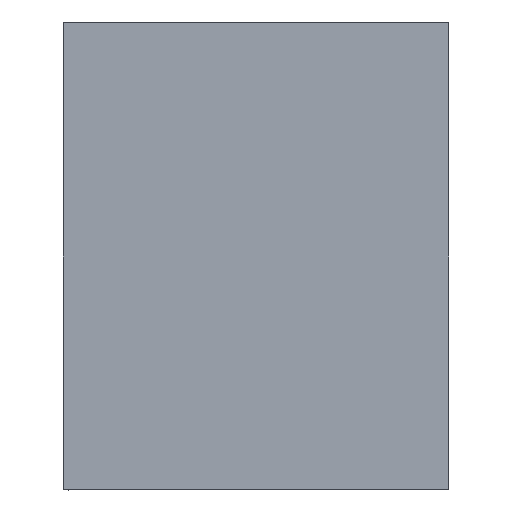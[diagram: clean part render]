
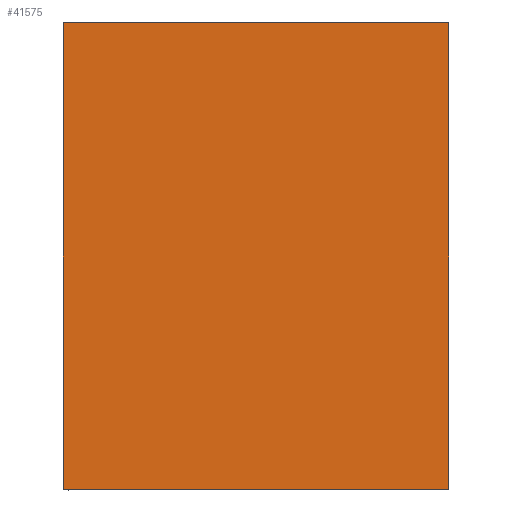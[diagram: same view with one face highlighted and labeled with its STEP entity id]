
A CAD part, left-side view. The second image highlights one B-rep face of the part: STEP entity #41575.
In plain terms, the highlighted face is planar.
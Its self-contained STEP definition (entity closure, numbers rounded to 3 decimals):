
#62 = ORIENTED_EDGE ( 'NONE', *, *, #22592, .T. ) ;
#128 = VERTEX_POINT ( 'NONE', #30329 ) ;
#1482 = ORIENTED_EDGE ( 'NONE', *, *, #4724, .T. ) ;
#1693 = FACE_OUTER_BOUND ( 'NONE', #42876, .T. ) ;
#2127 = PLANE ( 'NONE',  #29872 ) ;
#4034 = CARTESIAN_POINT ( 'NONE',  ( 255., 77.35, -77.35 ) ) ;
#4310 = DIRECTION ( 'NONE',  ( 0., -0.707, -0.707 ) ) ;
#4537 = CARTESIAN_POINT ( 'NONE',  ( 255., -77.35, 77.35 ) ) ;
#4724 = EDGE_CURVE ( 'NONE', #8464, #25788, #14484, .T. ) ;
#5725 = CARTESIAN_POINT ( 'NONE',  ( 255., -70., -85. ) ) ;
#5814 = LINE ( 'NONE', #19330, #16860 ) ;
#6501 = DIRECTION ( 'NONE',  ( 0., 0.707, 0.707 ) ) ;
#8464 = VERTEX_POINT ( 'NONE', #37352 ) ;
#9112 = CARTESIAN_POINT ( 'NONE',  ( 255., 69.7, -85. ) ) ;
#9397 = EDGE_CURVE ( 'NONE', #128, #9795, #39174, .T. ) ;
#9572 = CARTESIAN_POINT ( 'NONE',  ( 255., 70., -84.7 ) ) ;
#9795 = VERTEX_POINT ( 'NONE', #25110 ) ;
#10249 = LINE ( 'NONE', #4034, #30739 ) ;
#10548 = ORIENTED_EDGE ( 'NONE', *, *, #38061, .T. ) ;
#11252 = DIRECTION ( 'NONE',  ( 0., -1., 0. ) ) ;
#11940 = EDGE_CURVE ( 'NONE', #17110, #8464, #34658, .T. ) ;
#12099 = CARTESIAN_POINT ( 'NONE',  ( 255., 0., 0. ) ) ;
#12240 = VECTOR ( 'NONE', #4310, 1000. ) ;
#13976 = VERTEX_POINT ( 'NONE', #9112 ) ;
#14484 = LINE ( 'NONE', #27980, #21834 ) ;
#14569 = CARTESIAN_POINT ( 'NONE',  ( 255., 70., 85. ) ) ;
#14624 = VECTOR ( 'NONE', #11252, 1000. ) ;
#16493 = LINE ( 'NONE', #29565, #26826 ) ;
#16860 = VECTOR ( 'NONE', #32832, 1000. ) ;
#17110 = VERTEX_POINT ( 'NONE', #19671 ) ;
#17444 = LINE ( 'NONE', #14569, #14624 ) ;
#18039 = ORIENTED_EDGE ( 'NONE', *, *, #36254, .T. ) ;
#18942 = DIRECTION ( 'NONE',  ( 0., 0., 1. ) ) ;
#19002 = CARTESIAN_POINT ( 'NONE',  ( 255., 77.35, 77.35 ) ) ;
#19051 = CARTESIAN_POINT ( 'NONE',  ( 255., -70., -84.7 ) ) ;
#19330 = CARTESIAN_POINT ( 'NONE',  ( 255., -77.35, -77.35 ) ) ;
#19671 = CARTESIAN_POINT ( 'NONE',  ( 255., -69.7, 85. ) ) ;
#21794 = DIRECTION ( 'NONE',  ( 0., 0., -1. ) ) ;
#21834 = VECTOR ( 'NONE', #21794, 1000. ) ;
#22592 = EDGE_CURVE ( 'NONE', #13976, #26802, #10249, .T. ) ;
#25110 = CARTESIAN_POINT ( 'NONE',  ( 255., 69.7, 85. ) ) ;
#25605 = DIRECTION ( 'NONE',  ( 1., 0., 0. ) ) ;
#25788 = VERTEX_POINT ( 'NONE', #19051 ) ;
#26304 = DIRECTION ( 'NONE',  ( 0., -0.707, 0.707 ) ) ;
#26321 = DIRECTION ( 'NONE',  ( 0., 1., 0. ) ) ;
#26802 = VERTEX_POINT ( 'NONE', #9572 ) ;
#26826 = VECTOR ( 'NONE', #18942, 1000. ) ;
#27448 = ORIENTED_EDGE ( 'NONE', *, *, #11940, .T. ) ;
#27852 = EDGE_CURVE ( 'NONE', #9795, #17110, #17444, .T. ) ;
#27980 = CARTESIAN_POINT ( 'NONE',  ( 255., -70., 85. ) ) ;
#29093 = ORIENTED_EDGE ( 'NONE', *, *, #27852, .T. ) ;
#29565 = CARTESIAN_POINT ( 'NONE',  ( 255., 70., -85. ) ) ;
#29748 = ORIENTED_EDGE ( 'NONE', *, *, #9397, .T. ) ;
#29872 = AXIS2_PLACEMENT_3D ( 'NONE', #12099, #25605, #31803 ) ;
#30329 = CARTESIAN_POINT ( 'NONE',  ( 255., 70., 84.7 ) ) ;
#30739 = VECTOR ( 'NONE', #6501, 1000. ) ;
#31552 = ORIENTED_EDGE ( 'NONE', *, *, #33682, .T. ) ;
#31803 = DIRECTION ( 'NONE',  ( 0., 0., -1. ) ) ;
#32832 = DIRECTION ( 'NONE',  ( 0., 0.707, -0.707 ) ) ;
#33682 = EDGE_CURVE ( 'NONE', #41387, #13976, #42961, .T. ) ;
#34070 = VECTOR ( 'NONE', #26304, 1000. ) ;
#34658 = LINE ( 'NONE', #4537, #12240 ) ;
#35178 = VECTOR ( 'NONE', #26321, 1000. ) ;
#36254 = EDGE_CURVE ( 'NONE', #25788, #41387, #5814, .T. ) ;
#37352 = CARTESIAN_POINT ( 'NONE',  ( 255., -70., 84.7 ) ) ;
#38061 = EDGE_CURVE ( 'NONE', #26802, #128, #16493, .T. ) ;
#39174 = LINE ( 'NONE', #19002, #34070 ) ;
#40988 = CARTESIAN_POINT ( 'NONE',  ( 255., -69.7, -85. ) ) ;
#41387 = VERTEX_POINT ( 'NONE', #40988 ) ;
#41575 = ADVANCED_FACE ( 'NONE', ( #1693 ), #2127, .T. ) ;
#42876 = EDGE_LOOP ( 'NONE', ( #31552, #62, #10548, #29748, #29093, #27448, #1482, #18039 ) ) ;
#42961 = LINE ( 'NONE', #5725, #35178 ) ;
